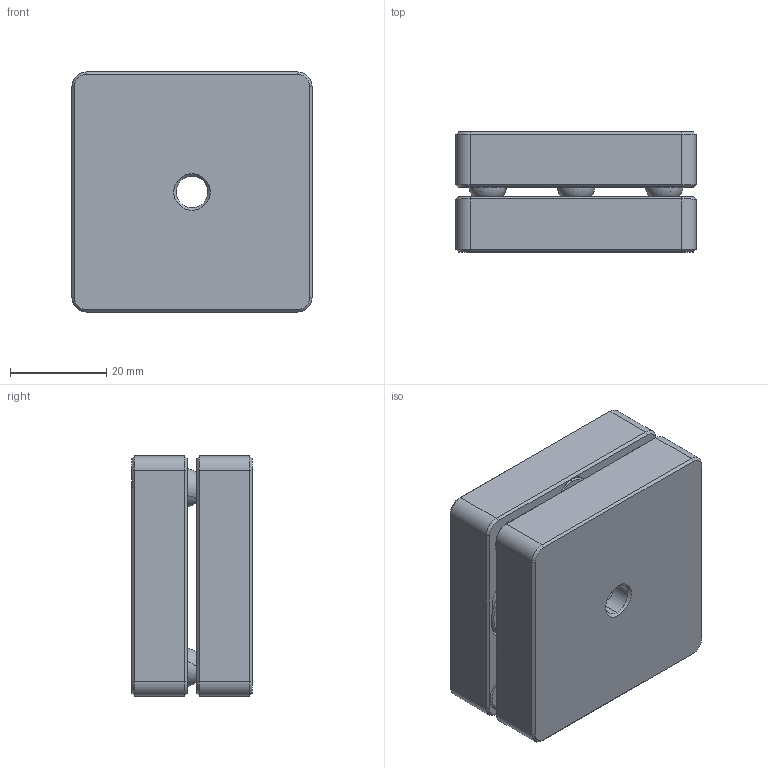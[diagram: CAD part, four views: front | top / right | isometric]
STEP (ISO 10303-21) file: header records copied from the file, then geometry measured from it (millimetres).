
FILE_DESCRIPTION (( 'STEP AP203' ), '1' );
FILE_NAME ('1.4.6.39_ZGD-K50_可调光学接杆底座，尺寸50mmx50mm，带M6安装孔.STEP', '2022-03-09T02:55:51', ( 'China' ), ( 'Home' ), 'SwSTEP 2.0', 'SolidWorks 2018', '' );
FILE_SCHEMA (( 'CONFIG_CONTROL_DESIGN' ));
Length unit declared in the file: millimetre
Products named in the file (1): 1.4.6.39_ZGD-K50_可调光学接杆底座，尺寸50mmx50mm，带M6安装孔
Bounding box: 50 x 25 x 50 mm (x, y, z)
Surface area: 17305.8 mm2 (no closed solid volume)
Topology: 0 solids, 23 shells, 261 faces, 945 edges, 695 vertices
Faces by surface type: cone 93, cylinder 74, plane 68, torus 20, sphere 6
Entity records: 11141 total; most frequent: CARTESIAN_POINT 3054, DIRECTION 1782, ORIENTED_EDGE 1414, EDGE_CURVE 930, VERTEX_POINT 686, AXIS2_PLACEMENT_3D 670, VECTOR 442, LINE 442
